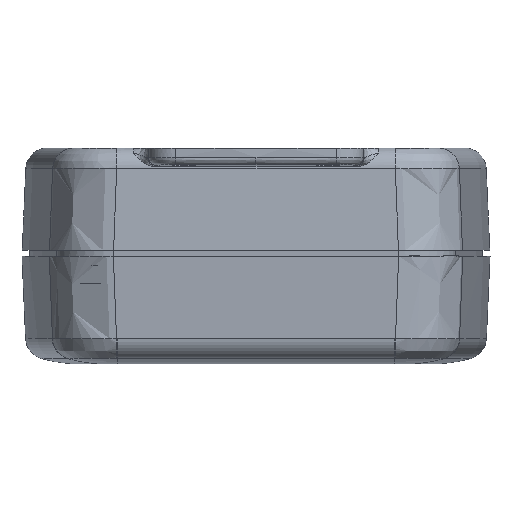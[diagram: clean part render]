
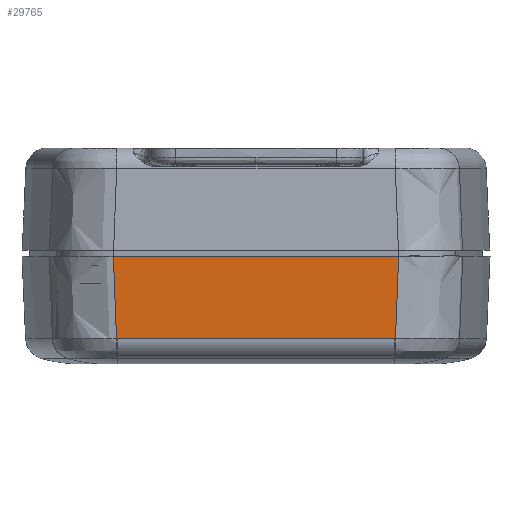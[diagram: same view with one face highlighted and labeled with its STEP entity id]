
A CAD part, left-side view. The second image highlights one B-rep face of the part: STEP entity #29765.
In plain terms, the highlighted face is planar.
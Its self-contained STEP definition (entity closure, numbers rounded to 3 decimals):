
#570 = CARTESIAN_POINT ( 'NONE',  ( 60., 19.809, -15. ) ) ;
#1034 = CARTESIAN_POINT ( 'NONE',  ( 59.499, -19.375, -3.52 ) ) ;
#1394 = AXIS2_PLACEMENT_3D ( 'NONE', #5099, #2101, #31797 ) ;
#1687 = VERTEX_POINT ( 'NONE', #22175 ) ;
#2101 = DIRECTION ( 'NONE',  ( 0.999, 0., 0.044 ) ) ;
#2153 = ORIENTED_EDGE ( 'NONE', *, *, #23230, .T. ) ;
#3504 = VECTOR ( 'NONE', #31964, 1000. ) ;
#4055 = EDGE_CURVE ( 'NONE', #12782, #23917, #5366, .T. ) ;
#4220 = ORIENTED_EDGE ( 'NONE', *, *, #12348, .T. ) ;
#4415 = CARTESIAN_POINT ( 'NONE',  ( 59.499, -19.242, -3.519 ) ) ;
#4955 = CARTESIAN_POINT ( 'NONE',  ( 60., -19.809, -15. ) ) ;
#5099 = CARTESIAN_POINT ( 'NONE',  ( 60., 27.5, -15. ) ) ;
#5366 = LINE ( 'NONE', #11572, #3504 ) ;
#5920 = VERTEX_POINT ( 'NONE', #29151 ) ;
#6020 = CARTESIAN_POINT ( 'NONE',  ( 59.499, 19.331, -3.519 ) ) ;
#6732 = VERTEX_POINT ( 'NONE', #29594 ) ;
#7492 = CARTESIAN_POINT ( 'NONE',  ( 59.499, 27.5, -3.519 ) ) ;
#8170 = VERTEX_POINT ( 'NONE', #19731 ) ;
#9871 = CARTESIAN_POINT ( 'NONE',  ( 59.499, 19.375, -3.52 ) ) ;
#10539 = ORIENTED_EDGE ( 'NONE', *, *, #4055, .T. ) ;
#10592 = ORIENTED_EDGE ( 'NONE', *, *, #27994, .T. ) ;
#10736 = CARTESIAN_POINT ( 'NONE',  ( 59.623, -19.483, -6.363 ) ) ;
#11572 = CARTESIAN_POINT ( 'NONE',  ( 60., 27.5, -15. ) ) ;
#11711 = LINE ( 'NONE', #7492, #28812 ) ;
#12342 = CARTESIAN_POINT ( 'NONE',  ( 59.685, 19.537, -7.784 ) ) ;
#12348 = EDGE_CURVE ( 'NONE', #5920, #1687, #11711, .T. ) ;
#12782 = VERTEX_POINT ( 'NONE', #27391 ) ;
#13512 = PLANE ( 'NONE',  #1394 ) ;
#14603 = CARTESIAN_POINT ( 'NONE',  ( 60., 19.809, -15. ) ) ;
#14702 = B_SPLINE_CURVE_WITH_KNOTS ( 'NONE', 3,
 ( #37181, #19568, #10736, #37306, #37702, #25954, #4955 ),
 .UNSPECIFIED., .F., .F.,
 ( 4, 3, 4 ),
 ( 0.004, 0.008, 0.015 ),
 .UNSPECIFIED. ) ;
#15916 = EDGE_CURVE ( 'NONE', #8170, #5920, #25033, .T. ) ;
#16599 = EDGE_CURVE ( 'NONE', #1687, #6732, #34208, .T. ) ;
#16802 = FACE_OUTER_BOUND ( 'NONE', #33964, .T. ) ;
#17756 = CARTESIAN_POINT ( 'NONE',  ( 59.499, 19.375, -3.52 ) ) ;
#18395 = CARTESIAN_POINT ( 'NONE',  ( 59.499, 19.242, -3.519 ) ) ;
#19568 = CARTESIAN_POINT ( 'NONE',  ( 59.561, -19.429, -4.941 ) ) ;
#19731 = CARTESIAN_POINT ( 'NONE',  ( 59.499, 19.375, -3.52 ) ) ;
#21908 = B_SPLINE_CURVE_WITH_KNOTS ( 'NONE', 3,
 ( #570, #30001, #27390, #12342, #30400, #33356, #9871 ),
 .UNSPECIFIED., .F., .F.,
 ( 4, 3, 4 ),
 ( 0., 0.007, 0.011 ),
 .UNSPECIFIED. ) ;
#22175 = CARTESIAN_POINT ( 'NONE',  ( 59.499, -19.242, -3.519 ) ) ;
#23230 = EDGE_CURVE ( 'NONE', #6732, #12782, #14702, .T. ) ;
#23785 = ORIENTED_EDGE ( 'NONE', *, *, #15916, .T. ) ;
#23917 = VERTEX_POINT ( 'NONE', #14603 ) ;
#25033 = B_SPLINE_CURVE_WITH_KNOTS ( 'NONE', 3,
 ( #17756, #6020, #31948, #18395 ),
 .UNSPECIFIED., .F., .F.,
 ( 4, 4 ),
 ( 0., 0. ),
 .UNSPECIFIED. ) ;
#25954 = CARTESIAN_POINT ( 'NONE',  ( 59.895, -19.718, -12.595 ) ) ;
#27390 = CARTESIAN_POINT ( 'NONE',  ( 59.79, 19.627, -10.19 ) ) ;
#27391 = CARTESIAN_POINT ( 'NONE',  ( 60., -19.809, -15. ) ) ;
#27598 = CARTESIAN_POINT ( 'NONE',  ( 59.499, -19.331, -3.519 ) ) ;
#27994 = EDGE_CURVE ( 'NONE', #23917, #8170, #21908, .T. ) ;
#28070 = DIRECTION ( 'NONE',  ( 0., -1., 0. ) ) ;
#28812 = VECTOR ( 'NONE', #28070, 1000. ) ;
#29151 = CARTESIAN_POINT ( 'NONE',  ( 59.499, 19.242, -3.519 ) ) ;
#29594 = CARTESIAN_POINT ( 'NONE',  ( 59.499, -19.375, -3.52 ) ) ;
#29765 = ADVANCED_FACE ( 'NONE', ( #16802 ), #13512, .T. ) ;
#30001 = CARTESIAN_POINT ( 'NONE',  ( 59.895, 19.718, -12.595 ) ) ;
#30355 = CARTESIAN_POINT ( 'NONE',  ( 59.499, -19.287, -3.519 ) ) ;
#30400 = CARTESIAN_POINT ( 'NONE',  ( 59.623, 19.483, -6.363 ) ) ;
#31797 = DIRECTION ( 'NONE',  ( 0.044, 0., -0.999 ) ) ;
#31948 = CARTESIAN_POINT ( 'NONE',  ( 59.499, 19.287, -3.519 ) ) ;
#31964 = DIRECTION ( 'NONE',  ( 0., 1., 0. ) ) ;
#33356 = CARTESIAN_POINT ( 'NONE',  ( 59.561, 19.429, -4.941 ) ) ;
#33964 = EDGE_LOOP ( 'NONE', ( #4220, #38113, #2153, #10539, #10592, #23785 ) ) ;
#34208 = B_SPLINE_CURVE_WITH_KNOTS ( 'NONE', 3,
 ( #4415, #30355, #27598, #1034 ),
 .UNSPECIFIED., .F., .F.,
 ( 4, 4 ),
 ( 0., 0. ),
 .UNSPECIFIED. ) ;
#37181 = CARTESIAN_POINT ( 'NONE',  ( 59.499, -19.375, -3.52 ) ) ;
#37306 = CARTESIAN_POINT ( 'NONE',  ( 59.685, -19.537, -7.784 ) ) ;
#37702 = CARTESIAN_POINT ( 'NONE',  ( 59.79, -19.627, -10.19 ) ) ;
#38113 = ORIENTED_EDGE ( 'NONE', *, *, #16599, .T. ) ;
